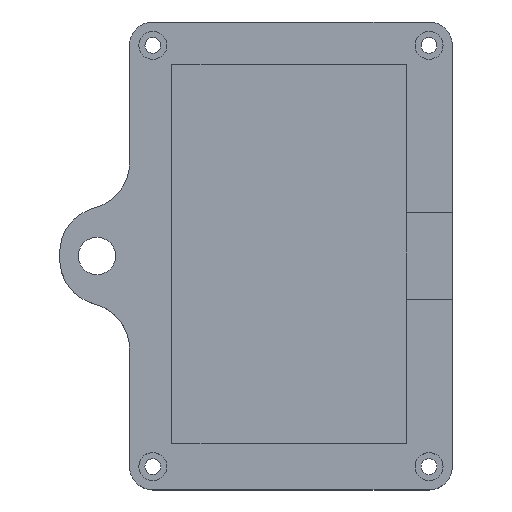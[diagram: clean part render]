
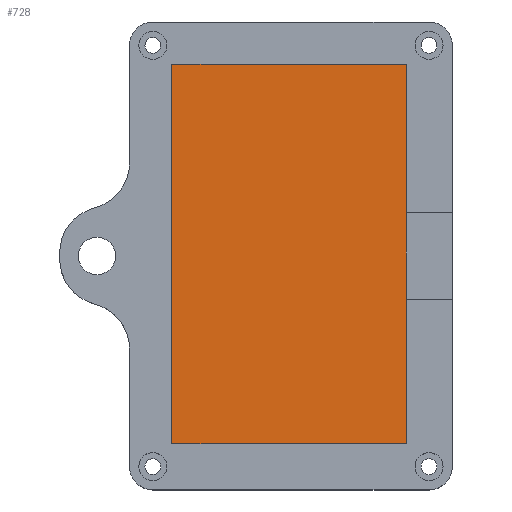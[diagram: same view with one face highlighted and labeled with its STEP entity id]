
A CAD part, top view. The second image highlights one B-rep face of the part: STEP entity #728.
In plain terms, the highlighted planar face has unit normal (0, 0, 1).
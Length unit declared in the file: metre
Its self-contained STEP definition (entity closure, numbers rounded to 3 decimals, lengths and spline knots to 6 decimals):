
#42=LINE('',#1254,#92);
#45=LINE('',#1260,#95);
#49=LINE('',#1268,#99);
#52=LINE('',#1285,#102);
#92=VECTOR('',#1012,1.);
#95=VECTOR('',#1017,1.);
#99=VECTOR('',#1023,1.);
#102=VECTOR('',#1044,1.);
#135=PLANE('',#870);
#258=ORIENTED_EDGE('',*,*,#384,.F.);
#259=ORIENTED_EDGE('',*,*,#381,.T.);
#260=ORIENTED_EDGE('',*,*,#395,.T.);
#261=ORIENTED_EDGE('',*,*,#388,.F.);
#381=EDGE_CURVE('',#467,#468,#42,.T.);
#384=EDGE_CURVE('',#467,#469,#45,.T.);
#388=EDGE_CURVE('',#469,#472,#49,.T.);
#395=EDGE_CURVE('',#468,#472,#52,.T.);
#467=VERTEX_POINT('',#1255);
#468=VERTEX_POINT('',#1256);
#469=VERTEX_POINT('',#1261);
#472=VERTEX_POINT('',#1269);
#577=EDGE_LOOP('',(#258,#259,#260,#261));
#653=FACE_BOUND('',#577,.T.);
#728=ADVANCED_FACE('',(#653),#135,.T.);
#870=AXIS2_PLACEMENT_3D('',#1302,#1066,#1067);
#1012=DIRECTION('',(0.,-1.,0.));
#1017=DIRECTION('',(1.,0.,0.));
#1023=DIRECTION('',(0.,-1.,0.));
#1044=DIRECTION('',(1.,0.,0.));
#1066=DIRECTION('',(0.,0.,1.));
#1067=DIRECTION('',(1.,0.,0.));
#1254=CARTESIAN_POINT('',(-0.045573,-0.00067,0.003));
#1255=CARTESIAN_POINT('',(-0.045573,0.040033,0.003));
#1256=CARTESIAN_POINT('',(-0.045573,-0.041373,0.003));
#1260=CARTESIAN_POINT('',(-0.020442,0.040033,0.003));
#1261=CARTESIAN_POINT('',(0.00469,0.040033,0.003));
#1268=CARTESIAN_POINT('',(0.00469,-0.00067,0.003));
#1269=CARTESIAN_POINT('',(0.00469,-0.041373,0.003));
#1285=CARTESIAN_POINT('',(-0.020442,-0.041373,0.003));
#1302=CARTESIAN_POINT('',(-0.020042,-0.00107,0.003));
